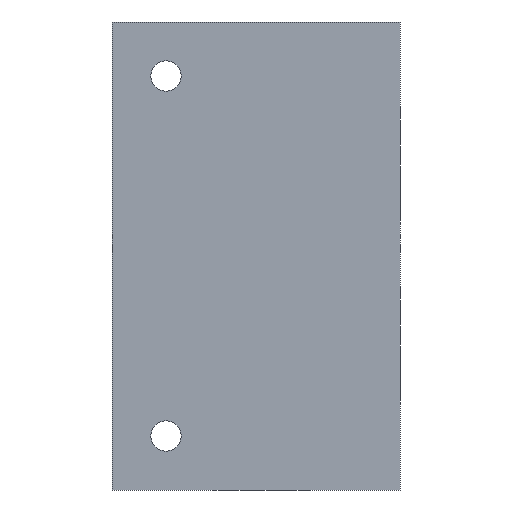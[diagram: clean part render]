
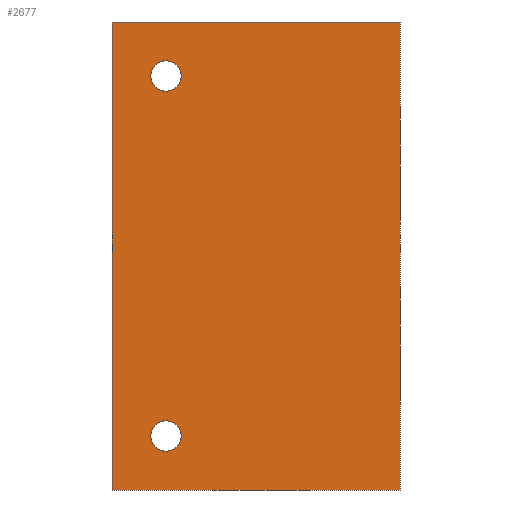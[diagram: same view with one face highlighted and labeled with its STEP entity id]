
A CAD part, front view. The second image highlights one B-rep face of the part: STEP entity #2677.
In plain terms, the highlighted planar face has unit normal (0, -1, 0).
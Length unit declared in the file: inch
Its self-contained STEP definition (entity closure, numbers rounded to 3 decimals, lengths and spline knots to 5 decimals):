
#5=DIRECTION('',(1.,0.,0.));
#6=VECTOR('',#5,4.);
#7=CARTESIAN_POINT('',(0.,-2.25,0.));
#8=LINE('',#7,#6);
#85=DIRECTION('',(0.,0.,1.));
#86=VECTOR('',#85,6.5);
#87=CARTESIAN_POINT('',(4.,-2.25,0.));
#88=LINE('',#87,#86);
#109=DIRECTION('',(0.,0.,1.));
#110=VECTOR('',#109,6.5);
#111=CARTESIAN_POINT('',(0.,-2.25,0.));
#112=LINE('',#111,#110);
#113=CARTESIAN_POINT('',(0.75,-2.25,5.75));
#114=DIRECTION('',(0.,-1.,0.));
#115=DIRECTION('',(-1.,0.,0.));
#116=AXIS2_PLACEMENT_3D('',#113,#114,#115);
#118=CARTESIAN_POINT('',(0.75,-2.25,5.75));
#119=DIRECTION('',(0.,-1.,0.));
#120=DIRECTION('',(1.,0.,0.));
#121=AXIS2_PLACEMENT_3D('',#118,#119,#120);
#123=CARTESIAN_POINT('',(0.75,-2.25,0.75));
#124=DIRECTION('',(0.,-1.,0.));
#125=DIRECTION('',(-1.,0.,0.));
#126=AXIS2_PLACEMENT_3D('',#123,#124,#125);
#128=CARTESIAN_POINT('',(0.75,-2.25,0.75));
#129=DIRECTION('',(0.,-1.,0.));
#130=DIRECTION('',(1.,0.,0.));
#131=AXIS2_PLACEMENT_3D('',#128,#129,#130);
#145=DIRECTION('',(1.,0.,0.));
#146=VECTOR('',#145,4.);
#147=CARTESIAN_POINT('',(0.,-2.25,6.5));
#148=LINE('',#147,#146);
#2220=CARTESIAN_POINT('',(0.,-2.25,0.));
#2222=VERTEX_POINT('',#2220);
#2223=CARTESIAN_POINT('',(4.,-2.25,0.));
#2224=VERTEX_POINT('',#2223);
#2228=CARTESIAN_POINT('',(0.,-2.25,6.5));
#2230=VERTEX_POINT('',#2228);
#2231=CARTESIAN_POINT('',(4.,-2.25,6.5));
#2232=VERTEX_POINT('',#2231);
#2444=CARTESIAN_POINT('',(0.539,-2.25,5.75));
#2445=CARTESIAN_POINT('',(0.961,-2.25,5.75));
#2446=VERTEX_POINT('',#2444);
#2447=VERTEX_POINT('',#2445);
#2452=CARTESIAN_POINT('',(0.539,-2.25,0.75));
#2453=CARTESIAN_POINT('',(0.961,-2.25,0.75));
#2454=VERTEX_POINT('',#2452);
#2455=VERTEX_POINT('',#2453);
#2653=CARTESIAN_POINT('',(0.,-2.25,0.));
#2654=DIRECTION('',(0.,-1.,0.));
#2655=DIRECTION('',(1.,0.,0.));
#2656=AXIS2_PLACEMENT_3D('',#2653,#2654,#2655);
#2657=PLANE('',#2656);
#2658=ORIENTED_EDGE('',*,*,#2553,.F.);
#2659=ORIENTED_EDGE('',*,*,#2578,.T.);
#2661=ORIENTED_EDGE('',*,*,#2660,.T.);
#2662=ORIENTED_EDGE('',*,*,#2633,.F.);
#2663=EDGE_LOOP('',(#2658,#2659,#2661,#2662));
#2664=FACE_OUTER_BOUND('',#2663,.F.);
#2666=ORIENTED_EDGE('',*,*,#2665,.T.);
#2668=ORIENTED_EDGE('',*,*,#2667,.T.);
#2669=EDGE_LOOP('',(#2666,#2668));
#2670=FACE_BOUND('',#2669,.F.);
#2672=ORIENTED_EDGE('',*,*,#2671,.T.);
#2674=ORIENTED_EDGE('',*,*,#2673,.T.);
#2675=EDGE_LOOP('',(#2672,#2674));
#2676=FACE_BOUND('',#2675,.F.);
#2677=ADVANCED_FACE('',(#2664,#2670,#2676),#2657,.T.);
#117=CIRCLE('',#116,0.211);
#122=CIRCLE('',#121,0.211);
#127=CIRCLE('',#126,0.211);
#132=CIRCLE('',#131,0.211);
#2553=EDGE_CURVE('',#2222,#2224,#8,.T.);
#2578=EDGE_CURVE('',#2222,#2230,#112,.T.);
#2633=EDGE_CURVE('',#2224,#2232,#88,.T.);
#2660=EDGE_CURVE('',#2230,#2232,#148,.T.);
#2665=EDGE_CURVE('',#2446,#2447,#117,.T.);
#2667=EDGE_CURVE('',#2447,#2446,#122,.T.);
#2671=EDGE_CURVE('',#2454,#2455,#127,.T.);
#2673=EDGE_CURVE('',#2455,#2454,#132,.T.);
